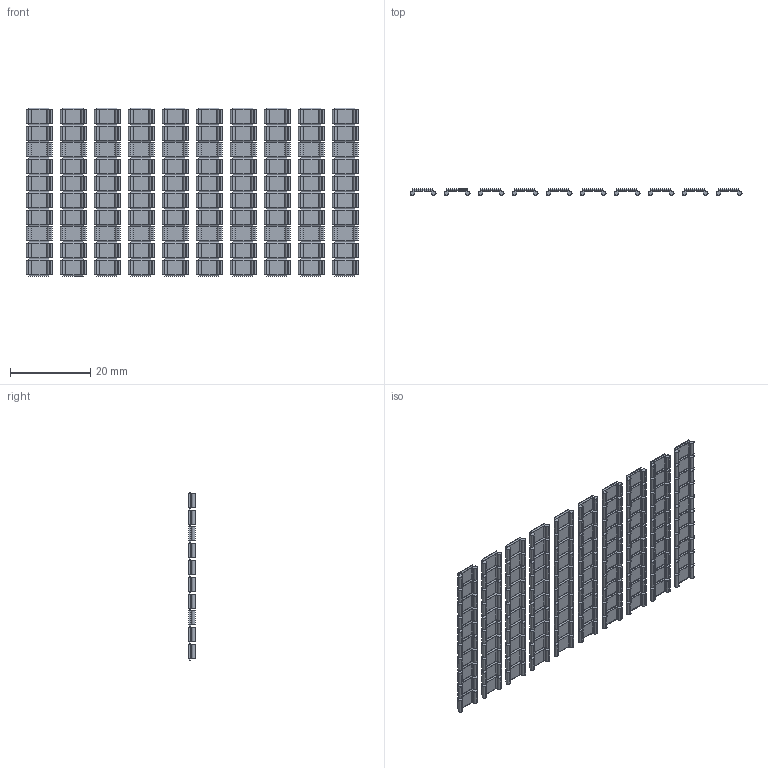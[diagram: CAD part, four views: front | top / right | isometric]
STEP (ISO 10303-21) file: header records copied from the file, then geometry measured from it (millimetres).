
FILE_DESCRIPTION(/* description */ (''),/* implementation_level */ '2;1');
FILE_NAME(/* name */ 'TMB4.2-100.stp',/* time_stamp */ '2021-12-09T15:41:09+08:00',/* author */ (''),/* organization */ (''),/* preprocessor_version */ 'ST-DEVELOPER v16.7',/* originating_system */ 'SIEMENS PLM Software NX 12.0',/* authorisation */ '');
FILE_SCHEMA (('AP203_CONFIGURATION_CONTROLLED_3D_DESIGN_OF_MECHANICAL_PARTS_AND_ASSEMBLIES_MIM_LF { 1 0 10303 403 2 1 2}'));
Products named in the file (1): SP6100T1906
Bounding box: 83 x 1.6 x 42 mm (x, y, z)
Volume: 1892.6 mm3; surface area: 7242.1 mm2
Topology: 10 solids, 10 shells, 2350 faces, 6950 edges, 4620 vertices
Faces by surface type: plane 1550, cylinder 800
Entity records: 78473 total; most frequent: CARTESIAN_POINT 13921, ORIENTED_EDGE 13900, DIRECTION 13252, EDGE_CURVE 6950, LINE 5350, VECTOR 5350, VERTEX_POINT 4620, AXIS2_PLACEMENT_3D 3951
